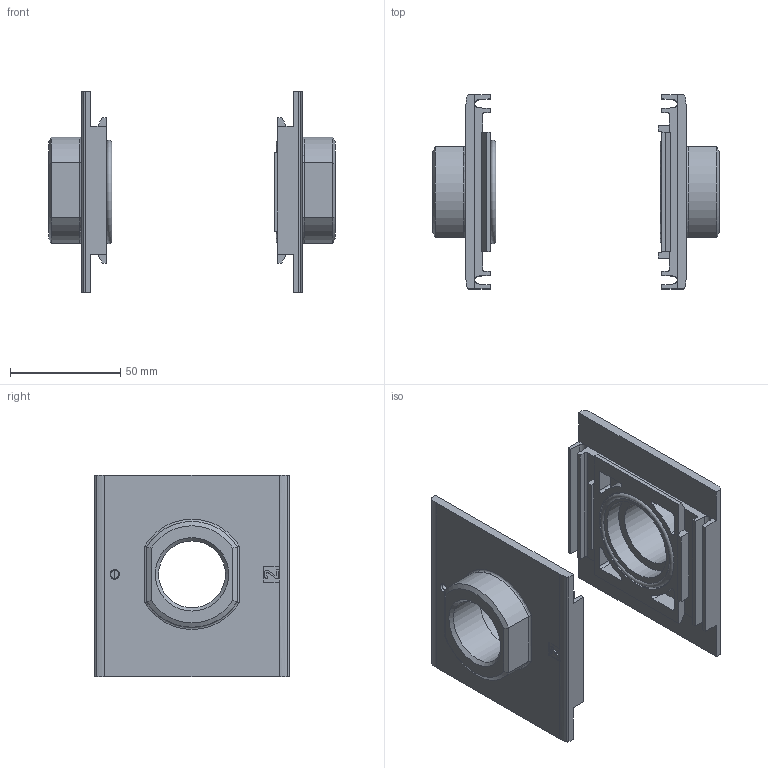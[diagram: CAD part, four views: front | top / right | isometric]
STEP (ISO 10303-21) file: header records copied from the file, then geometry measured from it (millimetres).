
FILE_DESCRIPTION(/* description */ ('STEP AP214'),/* implementation_level */ '2;1');
FILE_NAME(/* name */ '552956_MS9-AGF',/* time_stamp */ '2024-09-10T11:50:34+02:00',/* author */ ('License CC BY-ND 4.0'),/* organization */ ('CADENAS'),/* preprocessor_version */ 'ST-DEVELOPER v19.3',/* originating_system */ 'PARTsolutions',/* authorisation */ ' ');
FILE_SCHEMA (('AUTOMOTIVE_DESIGN {1 0 10303 214 3 1 1}'));
Length unit declared in the file: millimetre
Products named in the file (4): 552956 MS9-AGF; 721804 MS9-AGF0-0L; 719595 B-42x2.5-N-NBR70; 721804 MS9-AGF0-0R
Assembly tree (4 placements, depth 2):
  552956 MS9-AGF
    721804 MS9-AGF0-0L
    719595 B-42x2.5-N-NBR70  x2
    721804 MS9-AGF0-0R
Bounding box: 129.75 x 88 x 91.5 mm (x, y, z)
Volume: 127353.5 mm3; surface area: 56127.5 mm2
Topology: 4 solids, 4 shells, 233 faces, 597 edges, 386 vertices
Faces by surface type: plane 148, cylinder 69, cone 10, torus 6
Full cylindrical faces by diameter (mm): 3.73 x2, 30.291 x2, 38 x2, 42 x1, 48 x1
Entity records: 7053 total; most frequent: CARTESIAN_POINT 1257, DIRECTION 1189, ORIENTED_EDGE 1158, EDGE_CURVE 579, LINE 411, VECTOR 411, AXIS2_PLACEMENT_3D 389, VERTEX_POINT 385
